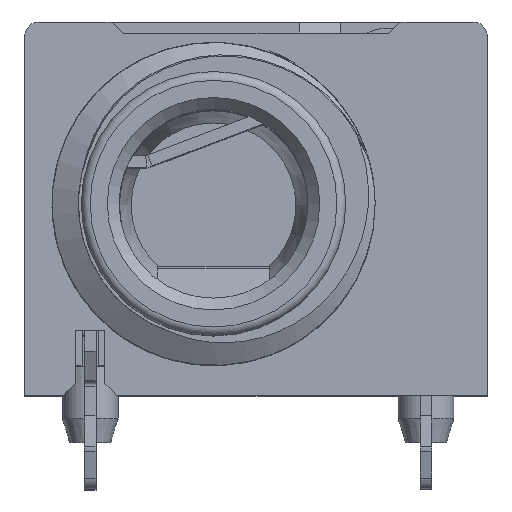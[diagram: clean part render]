
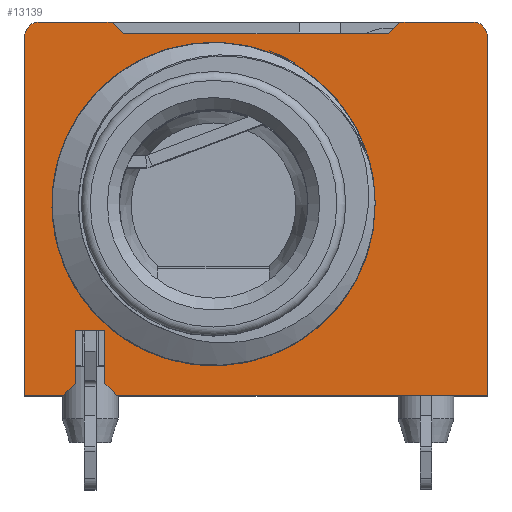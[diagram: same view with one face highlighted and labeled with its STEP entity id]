
A CAD part, top view. The second image highlights one B-rep face of the part: STEP entity #13139.
In plain terms, the highlighted planar face has unit normal (0, 0, 1).
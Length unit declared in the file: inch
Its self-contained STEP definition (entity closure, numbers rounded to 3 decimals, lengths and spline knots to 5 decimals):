
#23=ELLIPSE('',#13917,0.1869,0.1555);
#24=ELLIPSE('',#13928,0.18754,0.15609);
#68=FACE_BOUND('',#1503,.T.);
#282=PLANE('',#13925);
#853=FACE_OUTER_BOUND('',#1502,.T.);
#1502=EDGE_LOOP('',(#9924,#9925,#9926,#9927,#9928,#9929,#9930,#9931,#9932,
#9933,#9934,#9935,#9936,#9937,#9938,#9939));
#1503=EDGE_LOOP('',(#9940,#9941,#9942,#9943,#9944));
#1884=CIRCLE('',#13526,0.21654);
#2023=CIRCLE('',#13916,0.21654);
#2025=CIRCLE('',#13926,0.01969);
#2026=CIRCLE('',#13927,0.01969);
#2879=LINE('',#22188,#4408);
#2880=LINE('',#22190,#4409);
#2881=LINE('',#22192,#4410);
#2882=LINE('',#22194,#4411);
#2883=LINE('',#22198,#4412);
#2884=LINE('',#22200,#4413);
#2885=LINE('',#22202,#4414);
#2886=LINE('',#22204,#4415);
#2887=LINE('',#22206,#4416);
#2888=LINE('',#22210,#4417);
#2889=LINE('',#22212,#4418);
#2890=LINE('',#22214,#4419);
#2891=LINE('',#22216,#4420);
#2892=LINE('',#22217,#4421);
#2893=LINE('',#22219,#4422);
#4408=VECTOR('',#15905,0.07087);
#4409=VECTOR('',#15906,0.02227);
#4410=VECTOR('',#15907,0.49685);
#4411=VECTOR('',#15908,0.48031);
#4412=VECTOR('',#15911,0.09744);
#4413=VECTOR('',#15912,0.02227);
#4414=VECTOR('',#15913,0.35433);
#4415=VECTOR('',#15914,0.02227);
#4416=VECTOR('',#15915,0.09744);
#4417=VECTOR('',#15918,0.48031);
#4418=VECTOR('',#15919,0.05236);
#4419=VECTOR('',#15920,0.02227);
#4420=VECTOR('',#15921,0.07087);
#4421=VECTOR('',#15922,0.03937);
#4422=VECTOR('',#15923,0.00197);
#5290=VERTEX_POINT('',#19075);
#5292=VERTEX_POINT('',#19078);
#5814=VERTEX_POINT('',#21559);
#5817=VERTEX_POINT('',#21920);
#5838=VERTEX_POINT('',#22186);
#5839=VERTEX_POINT('',#22187);
#5840=VERTEX_POINT('',#22189);
#5841=VERTEX_POINT('',#22191);
#5842=VERTEX_POINT('',#22193);
#5843=VERTEX_POINT('',#22195);
#5844=VERTEX_POINT('',#22197);
#5845=VERTEX_POINT('',#22199);
#5846=VERTEX_POINT('',#22201);
#5847=VERTEX_POINT('',#22203);
#5848=VERTEX_POINT('',#22205);
#5849=VERTEX_POINT('',#22207);
#5850=VERTEX_POINT('',#22209);
#5851=VERTEX_POINT('',#22211);
#5852=VERTEX_POINT('',#22213);
#5853=VERTEX_POINT('',#22215);
#5854=VERTEX_POINT('',#22218);
#6501=EDGE_CURVE('',#5290,#5292,#1884,.T.);
#7303=EDGE_CURVE('',#5814,#5290,#2023,.T.);
#7308=EDGE_CURVE('',#5814,#5817,#23,.T.);
#7331=EDGE_CURVE('',#5838,#5839,#2879,.T.);
#7332=EDGE_CURVE('',#5838,#5840,#2880,.T.);
#7333=EDGE_CURVE('',#5841,#5840,#2881,.T.);
#7334=EDGE_CURVE('',#5842,#5841,#2882,.T.);
#7335=EDGE_CURVE('',#5843,#5842,#2025,.T.);
#7336=EDGE_CURVE('',#5844,#5843,#2883,.T.);
#7337=EDGE_CURVE('',#5845,#5844,#2884,.T.);
#7338=EDGE_CURVE('',#5846,#5845,#2885,.T.);
#7339=EDGE_CURVE('',#5847,#5846,#2886,.T.);
#7340=EDGE_CURVE('',#5848,#5847,#2887,.T.);
#7341=EDGE_CURVE('',#5849,#5848,#2026,.T.);
#7342=EDGE_CURVE('',#5850,#5849,#2888,.T.);
#7343=EDGE_CURVE('',#5851,#5850,#2889,.T.);
#7344=EDGE_CURVE('',#5851,#5852,#2890,.T.);
#7345=EDGE_CURVE('',#5852,#5853,#2891,.T.);
#7346=EDGE_CURVE('',#5839,#5853,#2892,.T.);
#7347=EDGE_CURVE('',#5292,#5854,#2893,.T.);
#7348=EDGE_CURVE('',#5817,#5854,#24,.T.);
#9924=ORIENTED_EDGE('',*,*,#7331,.F.);
#9925=ORIENTED_EDGE('',*,*,#7332,.T.);
#9926=ORIENTED_EDGE('',*,*,#7333,.F.);
#9927=ORIENTED_EDGE('',*,*,#7334,.F.);
#9928=ORIENTED_EDGE('',*,*,#7335,.F.);
#9929=ORIENTED_EDGE('',*,*,#7336,.F.);
#9930=ORIENTED_EDGE('',*,*,#7337,.F.);
#9931=ORIENTED_EDGE('',*,*,#7338,.F.);
#9932=ORIENTED_EDGE('',*,*,#7339,.F.);
#9933=ORIENTED_EDGE('',*,*,#7340,.F.);
#9934=ORIENTED_EDGE('',*,*,#7341,.F.);
#9935=ORIENTED_EDGE('',*,*,#7342,.F.);
#9936=ORIENTED_EDGE('',*,*,#7343,.F.);
#9937=ORIENTED_EDGE('',*,*,#7344,.T.);
#9938=ORIENTED_EDGE('',*,*,#7345,.T.);
#9939=ORIENTED_EDGE('',*,*,#7346,.F.);
#9940=ORIENTED_EDGE('',*,*,#7347,.F.);
#9941=ORIENTED_EDGE('',*,*,#6501,.F.);
#9942=ORIENTED_EDGE('',*,*,#7303,.F.);
#9943=ORIENTED_EDGE('',*,*,#7308,.T.);
#9944=ORIENTED_EDGE('',*,*,#7348,.T.);
#13139=ADVANCED_FACE('',(#853,#68),#282,.F.);
#13526=AXIS2_PLACEMENT_3D('',#19079,#14448,#14449);
#13916=AXIS2_PLACEMENT_3D('',#21684,#15864,#15865);
#13917=AXIS2_PLACEMENT_3D('',#21927,#15867,#15868);
#13925=AXIS2_PLACEMENT_3D('',#22185,#15903,#15904);
#13926=AXIS2_PLACEMENT_3D('',#22196,#15909,#15910);
#13927=AXIS2_PLACEMENT_3D('',#22208,#15916,#15917);
#13928=AXIS2_PLACEMENT_3D('',#22220,#15924,#15925);
#14448=DIRECTION('center_axis',(0.,0.,1.));
#14449=DIRECTION('ref_axis',(-1.,0.,0.));
#15864=DIRECTION('center_axis',(0.,0.,1.));
#15865=DIRECTION('ref_axis',(-1.,0.,0.));
#15867=DIRECTION('center_axis',(0.,0.,
1.));
#15868=DIRECTION('ref_axis',(0.919,-0.394,0.));
#15903=DIRECTION('center_axis',(0.,0.,-1.));
#15904=DIRECTION('ref_axis',(-1.,0.,0.));
#15905=DIRECTION('',(0.,1.,0.));
#15906=DIRECTION('',(0.707,-0.707,0.));
#15907=DIRECTION('',(-1.,0.,0.));
#15908=DIRECTION('',(0.,-1.,0.));
#15909=DIRECTION('center_axis',(0.,0.,-1.));
#15910=DIRECTION('ref_axis',(1.,0.,0.));
#15911=DIRECTION('',(1.,0.,0.));
#15912=DIRECTION('',(0.707,0.707,0.));
#15913=DIRECTION('',(1.,0.,0.));
#15914=DIRECTION('',(0.707,-0.707,0.));
#15915=DIRECTION('',(1.,0.,0.));
#15916=DIRECTION('center_axis',(0.,0.,-1.));
#15917=DIRECTION('ref_axis',(1.,0.,0.));
#15918=DIRECTION('',(0.,1.,0.));
#15919=DIRECTION('',(-1.,0.,0.));
#15920=DIRECTION('',(0.707,0.707,0.));
#15921=DIRECTION('',(0.,1.,0.));
#15922=DIRECTION('',(-1.,0.,0.));
#15923=DIRECTION('',(0.499,0.867,0.));
#15924=DIRECTION('center_axis',(0.,0.,
-1.));
#15925=DIRECTION('ref_axis',(0.922,-0.387,0.));
#19075=CARTESIAN_POINT('',(0.21654,0.,0.));
#19078=CARTESIAN_POINT('',(0.10801,0.18767,0.));
#19079=CARTESIAN_POINT('Origin',(0.,0.,0.));
#21559=CARTESIAN_POINT('',(0.10213,0.19094,0.));
#21684=CARTESIAN_POINT('Origin',(0.,0.,0.));
#21920=CARTESIAN_POINT('',(0.07473,0.2053,0.));
#21927=CARTESIAN_POINT('Origin',(0.01167,0.06315,
0.));
#22185=CARTESIAN_POINT('Origin',(-0.23346,0.22441,0.));
#22186=CARTESIAN_POINT('',(-0.14567,-0.24016,0.));
#22187=CARTESIAN_POINT('',(-0.14567,-0.16929,0.));
#22188=CARTESIAN_POINT('',(-0.14567,-0.24016,0.));
#22189=CARTESIAN_POINT('',(-0.12992,-0.25591,0.));
#22190=CARTESIAN_POINT('',(-0.14567,-0.24016,0.));
#22191=CARTESIAN_POINT('',(0.36693,-0.25591,0.));
#22192=CARTESIAN_POINT('',(0.36693,-0.25591,0.));
#22193=CARTESIAN_POINT('',(0.36693,0.22441,0.));
#22194=CARTESIAN_POINT('',(0.36693,0.22441,0.));
#22195=CARTESIAN_POINT('',(0.34724,0.24409,0.));
#22196=CARTESIAN_POINT('Origin',(0.34724,0.22441,0.));
#22197=CARTESIAN_POINT('',(0.2498,0.24409,0.));
#22198=CARTESIAN_POINT('',(0.2498,0.24409,0.));
#22199=CARTESIAN_POINT('',(0.23406,0.22835,0.));
#22200=CARTESIAN_POINT('',(0.23406,0.22835,0.));
#22201=CARTESIAN_POINT('',(-0.12028,0.22835,0.));
#22202=CARTESIAN_POINT('',(-0.12028,0.22835,0.));
#22203=CARTESIAN_POINT('',(-0.13602,0.24409,0.));
#22204=CARTESIAN_POINT('',(-0.13602,0.24409,0.));
#22205=CARTESIAN_POINT('',(-0.23346,0.24409,0.));
#22206=CARTESIAN_POINT('',(-0.23346,0.24409,0.));
#22207=CARTESIAN_POINT('',(-0.25315,0.22441,0.));
#22208=CARTESIAN_POINT('Origin',(-0.23346,0.22441,0.));
#22209=CARTESIAN_POINT('',(-0.25315,-0.25591,0.));
#22210=CARTESIAN_POINT('',(-0.25315,-0.25591,0.));
#22211=CARTESIAN_POINT('',(-0.20079,-0.25591,0.));
#22212=CARTESIAN_POINT('',(-0.20079,-0.25591,0.));
#22213=CARTESIAN_POINT('',(-0.18504,-0.24016,0.));
#22214=CARTESIAN_POINT('',(-0.20079,-0.25591,0.));
#22215=CARTESIAN_POINT('',(-0.18504,-0.16929,0.));
#22216=CARTESIAN_POINT('',(-0.18504,-0.24016,0.));
#22217=CARTESIAN_POINT('',(-0.14567,-0.16929,0.));
#22218=CARTESIAN_POINT('',(0.10899,0.18938,0.));
#22219=CARTESIAN_POINT('',(0.10801,0.18767,0.));
#22220=CARTESIAN_POINT('Origin',(0.0241,0.05754,
0.));
